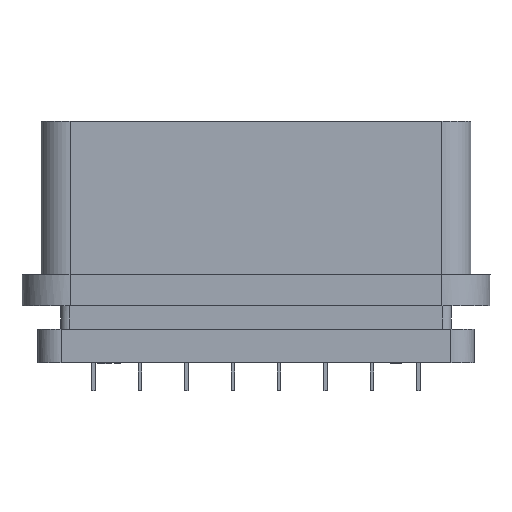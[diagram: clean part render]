
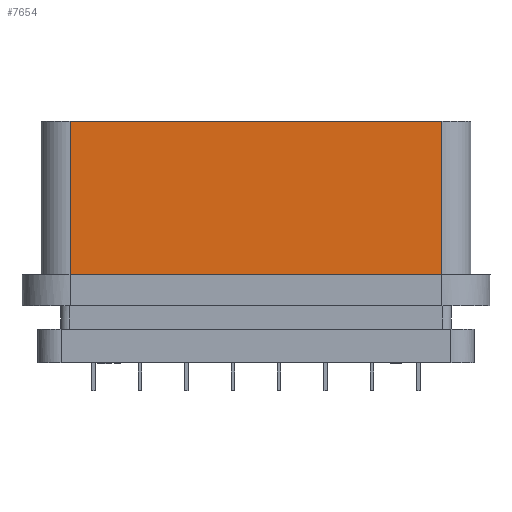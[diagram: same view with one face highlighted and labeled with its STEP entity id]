
A CAD part, front view. The second image highlights one B-rep face of the part: STEP entity #7654.
In plain terms, the highlighted free-form (B-spline) face has degree [1, 1] with [2, 2] control points.
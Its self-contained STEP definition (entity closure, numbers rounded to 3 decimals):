
#5318 = VERTEX_POINT('',#5319);
#5319 = CARTESIAN_POINT('',(-13.707,-5.949,0.));
#5325 = EDGE_CURVE('',#5318,#5326,#5328,.T.);
#5326 = VERTEX_POINT('',#5327);
#5327 = CARTESIAN_POINT('',(13.707,-5.949,0.));
#5328 = B_SPLINE_CURVE_WITH_KNOTS('',1,(#5329,#5330),.UNSPECIFIED.,.F.,
  .F.,(2,2),(0.,32.05),.PIECEWISE_BEZIER_KNOTS.);
#5329 = CARTESIAN_POINT('',(-13.707,-5.949,0.));
#5330 = CARTESIAN_POINT('',(13.707,-5.949,0.));
#7609 = VERTEX_POINT('',#7610);
#7610 = CARTESIAN_POINT('',(13.707,-5.949,
    -11.291));
#7618 = EDGE_CURVE('',#5326,#7609,#7619,.T.);
#7619 = B_SPLINE_CURVE_WITH_KNOTS('',1,(#7620,#7621),.UNSPECIFIED.,.F.,
  .F.,(2,2),(-12.2,1.),.PIECEWISE_BEZIER_KNOTS.);
#7620 = CARTESIAN_POINT('',(13.707,-5.949,0.));
#7621 = CARTESIAN_POINT('',(13.707,-5.949,
    -11.291));
#7654 = ADVANCED_FACE('',(#7655),#7671,.T.);
#7655 = FACE_BOUND('',#7656,.T.);
#7656 = EDGE_LOOP('',(#7657,#7664,#7665,#7666));
#7657 = ORIENTED_EDGE('',*,*,#7658,.T.);
#7658 = EDGE_CURVE('',#7659,#7609,#7661,.T.);
#7659 = VERTEX_POINT('',#7660);
#7660 = CARTESIAN_POINT('',(-13.707,-5.949,
    -11.291));
#7661 = B_SPLINE_CURVE_WITH_KNOTS('',1,(#7662,#7663),.UNSPECIFIED.,.F.,
  .F.,(2,2),(-8.762,23.288),.PIECEWISE_BEZIER_KNOTS.);
#7662 = CARTESIAN_POINT('',(-13.707,-5.949,
    -11.291));
#7663 = CARTESIAN_POINT('',(13.707,-5.949,
    -11.291));
#7664 = ORIENTED_EDGE('',*,*,#7618,.F.);
#7665 = ORIENTED_EDGE('',*,*,#5325,.F.);
#7666 = ORIENTED_EDGE('',*,*,#7667,.T.);
#7667 = EDGE_CURVE('',#5318,#7659,#7668,.T.);
#7668 = B_SPLINE_CURVE_WITH_KNOTS('',1,(#7669,#7670),.UNSPECIFIED.,.F.,
  .F.,(2,2),(-12.2,1.),.PIECEWISE_BEZIER_KNOTS.);
#7669 = CARTESIAN_POINT('',(-13.707,-5.949,0.));
#7670 = CARTESIAN_POINT('',(-13.707,-5.949,
    -11.291));
#7671 = B_SPLINE_SURFACE_WITH_KNOTS('',1,1,(
    (#7672,#7673)
    ,(#7674,#7675
    )),.UNSPECIFIED.,.F.,.F.,.F.,(2,2),(2,2),(-1.5,30.55),(14.,27.2),
  .PIECEWISE_BEZIER_KNOTS.);
#7672 = CARTESIAN_POINT('',(-13.707,-5.949,
    -11.291));
#7673 = CARTESIAN_POINT('',(-13.707,-5.949,0.));
#7674 = CARTESIAN_POINT('',(13.707,-5.949,
    -11.291));
#7675 = CARTESIAN_POINT('',(13.707,-5.949,0.));
